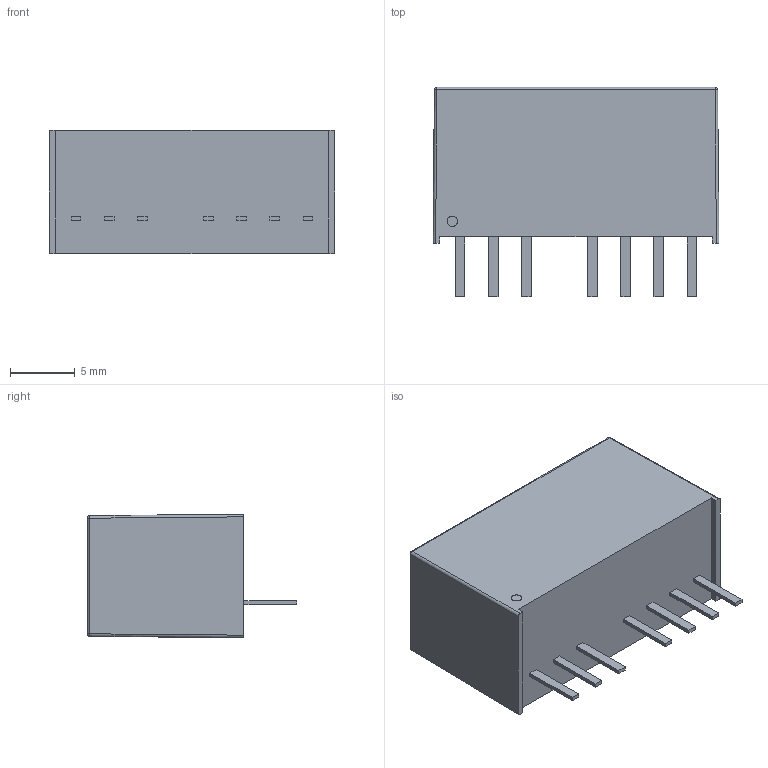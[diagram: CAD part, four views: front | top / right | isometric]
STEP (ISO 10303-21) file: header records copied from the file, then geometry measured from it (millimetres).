
FILE_DESCRIPTION((''),'2;1');
FILE_NAME('110000X3','2018-09-25T',('eng706'),(''),'PRO/ENGINEER BY PARAMETRIC TECHNOLOGY CORPORATION, 2014000','PRO/ENGINEER BY PARAMETRIC TECHNOLOGY CORPORATION, 2014000','');
FILE_SCHEMA(('AUTOMOTIVE_DESIGN { 1 0 10303 214 1 1 1 1 }'));
Length unit declared in the file: millimetre
Products named in the file (1): 110000X3
Bounding box: 22 x 16.1 x 9.5 mm (x, y, z)
Volume: 2374.7 mm3; surface area: 1205.7 mm2
Topology: 1 solids, 1 shells, 64 faces, 150 edges, 96 vertices
Faces by surface type: plane 50, cylinder 10, sphere 4
Entity records: 2124 total; most frequent: CARTESIAN_POINT 320, ORIENTED_EDGE 300, DIRECTION 290, EDGE_CURVE 150, VECTOR 130, LINE 130, VERTEX_POINT 96, AXIS2_PLACEMENT_3D 80
